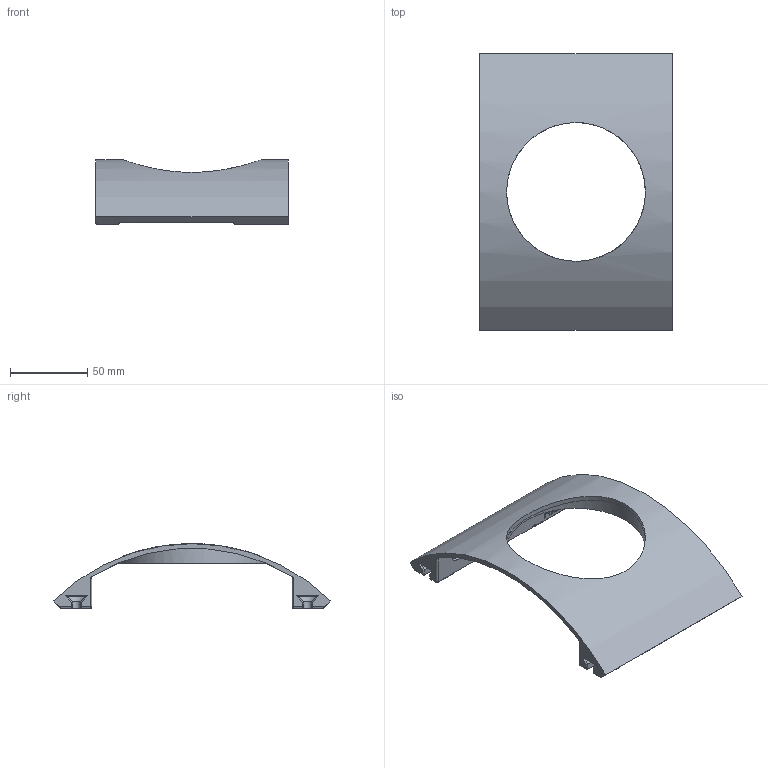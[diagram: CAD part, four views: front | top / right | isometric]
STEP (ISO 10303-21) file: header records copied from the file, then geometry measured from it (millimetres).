
FILE_DESCRIPTION(/* description */ (''),/* implementation_level */ '2;1');
FILE_NAME(/* name */ 'thruster_slide.step',/* time_stamp */ '2023-09-09T11:54:25-04:00',/* author */ (''),/* organization */ (''),/* preprocessor_version */ 'ST-DEVELOPER v20',/* originating_system */ 'Autodesk Translation Framework v12.9.0.99',/* authorisation */ '');
FILE_SCHEMA (('AUTOMOTIVE_DESIGN { 1 0 10303 214 3 1 1 }'));
Length unit declared in the file: millimetre
Products named in the file (1): MK2RISE Slide Fairing THRSTR
Bounding box: 125 x 179.61 x 42 mm (x, y, z)
Volume: 83725.5 mm3; surface area: 52921.7 mm2
Topology: 1 solids, 1 shells, 362 faces, 929 edges, 575 vertices
Faces by surface type: plane 145, cylinder 101, bspline 86, torus 16, sphere 10, cone 4
Full cylindrical faces by diameter (mm): 90 x1
Entity records: 13331 total; most frequent: CARTESIAN_POINT 5171, ORIENTED_EDGE 1858, DIRECTION 1404, EDGE_CURVE 929, VERTEX_POINT 575, LINE 494, VECTOR 494, AXIS2_PLACEMENT_3D 455
